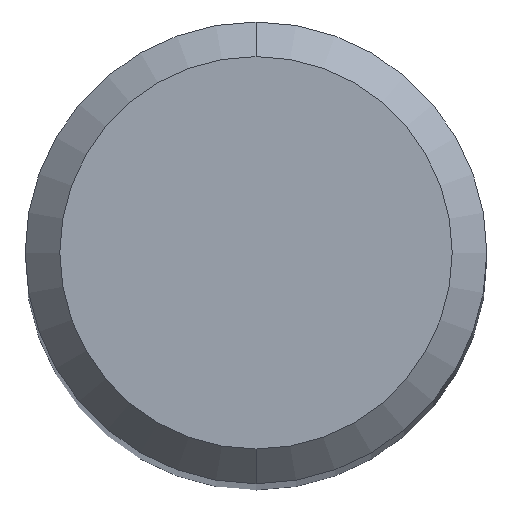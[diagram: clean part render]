
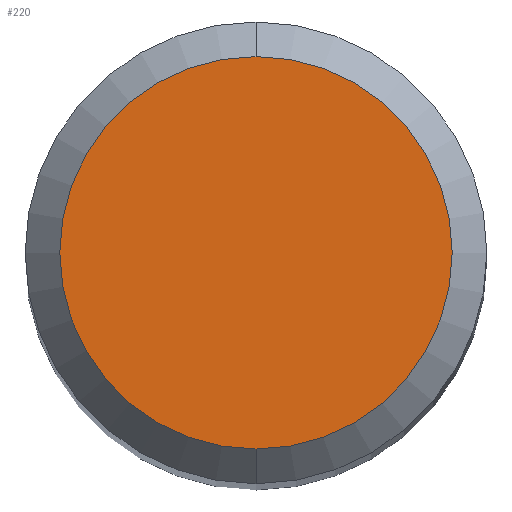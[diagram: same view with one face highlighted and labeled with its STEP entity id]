
A CAD part, top view. The second image highlights one B-rep face of the part: STEP entity #220.
In plain terms, the highlighted planar face has unit normal (0, 0, 1).
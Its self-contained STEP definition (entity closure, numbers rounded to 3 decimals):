
#110=EDGE_CURVE('',#184,#242,#276,.T.);
#138=EDGE_CURVE('',#242,#184,#308,.T.);
#184=VERTEX_POINT('',#360);
#220=ADVANCED_FACE('',(#400),#401,.T.);
#242=VERTEX_POINT('',#425);
#276=CIRCLE('',#454,1.7);
#308=CIRCLE('',#499,1.7);
#360=CARTESIAN_POINT('',(0.0,1.7,0.0));
#400=FACE_OUTER_BOUND('',#610,.T.);
#401=PLANE('',#611);
#425=CARTESIAN_POINT('',(0.,-1.7,0.0));
#454=AXIS2_PLACEMENT_3D('',#664,#665,#666);
#499=AXIS2_PLACEMENT_3D('',#709,#710,#711);
#610=EDGE_LOOP('',(#826,#827));
#611=AXIS2_PLACEMENT_3D('',#828,#829,#830);
#664=CARTESIAN_POINT('',(0.0,0.0,0.0));
#665=DIRECTION('',(0.0,0.0,-1.0));
#666=DIRECTION('',(0.0,1.0,0.0));
#709=CARTESIAN_POINT('',(0.0,0.0,0.0));
#710=DIRECTION('',(0.0,0.0,-1.0));
#711=DIRECTION('',(0.0,1.0,0.0));
#826=ORIENTED_EDGE('',*,*,#110,.F.);
#827=ORIENTED_EDGE('',*,*,#138,.F.);
#828=CARTESIAN_POINT('',(0.0,0.85,0.0));
#829=DIRECTION('',(-0.0,0.0,1.0));
#830=DIRECTION('',(0.0,-1.0,0.0));
